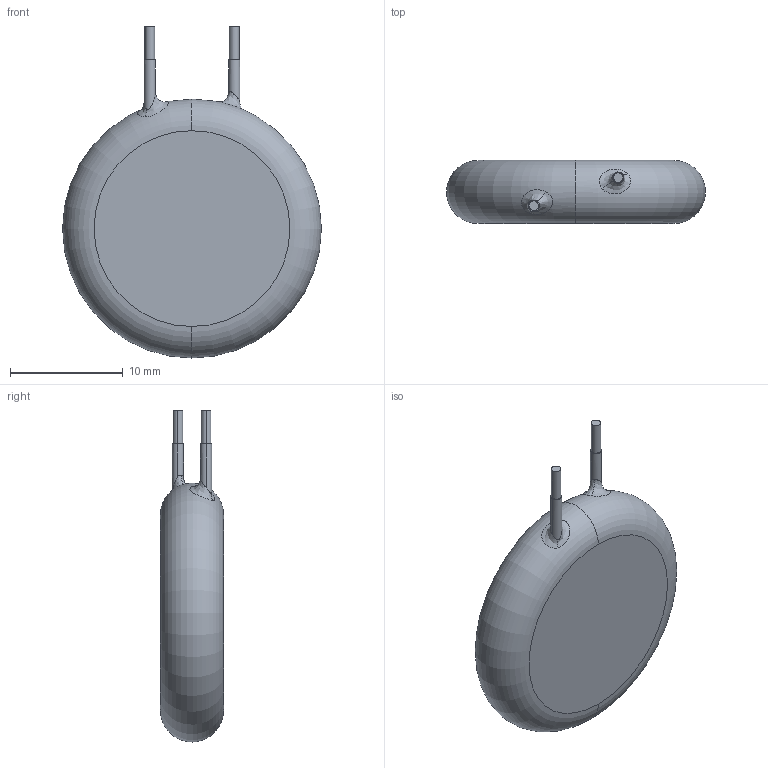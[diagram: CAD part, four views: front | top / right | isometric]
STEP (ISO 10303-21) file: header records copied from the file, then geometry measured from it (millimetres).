
FILE_DESCRIPTION (( 'STEP AP214' ), '1' );
FILE_NAME ('User Library-Varistor 20mm.STEP', '2021-02-03T10:55:49', ( '' ), ( '' ), 'SwSTEP 2.0', 'SolidWorks 2020', '' );
FILE_SCHEMA (( 'AUTOMOTIVE_DESIGN' ));
Length unit declared in the file: millimetre
Products named in the file (1): User Library-Varistor 20mm
Bounding box: 23 x 5.6 x 29.5 mm (x, y, z)
Volume: 2108.7 mm3; surface area: 1097.8 mm2
Topology: 1 solids, 1 shells, 20 faces, 42 edges, 28 vertices
Faces by surface type: cylinder 8, plane 6, bspline 4, torus 2
Entity records: 1042 total; most frequent: CARTESIAN_POINT 525, DIRECTION 86, ORIENTED_EDGE 84, EDGE_CURVE 42, AXIS2_PLACEMENT_3D 39, VERTEX_POINT 28, EDGE_LOOP 24, CIRCLE 22
